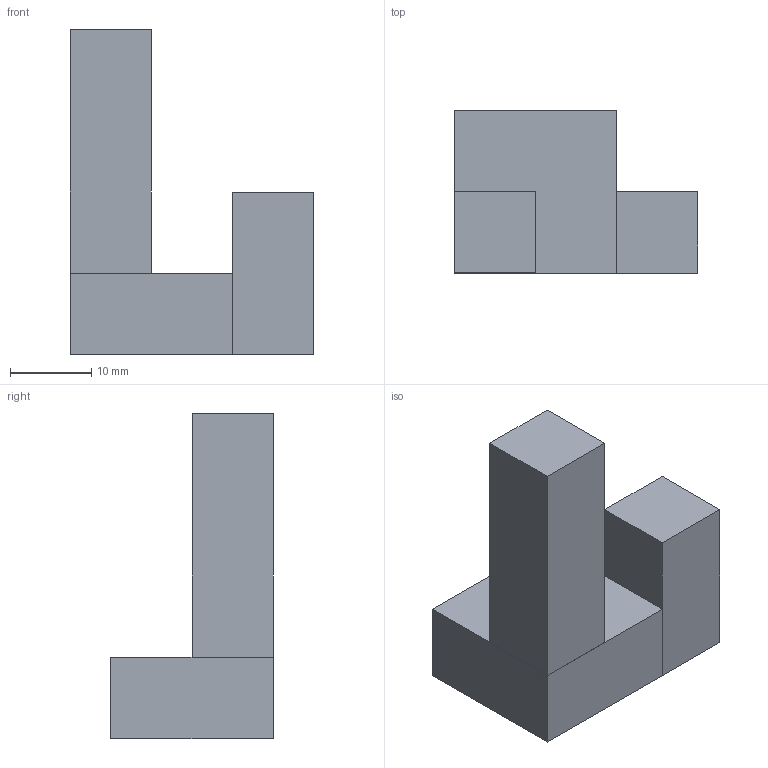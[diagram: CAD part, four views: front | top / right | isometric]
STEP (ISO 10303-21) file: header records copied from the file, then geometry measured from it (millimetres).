
FILE_DESCRIPTION(('Open CASCADE Model'),'2;1');
FILE_NAME('Open CASCADE Shape Model','2021-02-28T12:41:12',('Author'),( 'Open CASCADE'),'Open CASCADE STEP processor 7.5','Open CASCADE 7.5' ,'Unknown');
FILE_SCHEMA(('AUTOMOTIVE_DESIGN { 1 0 10303 214 1 1 1 1 }'));
Length unit declared in the file: millimetre
Products named in the file (7): CQ assembly; e9f15890-79fc-11eb-b67d-acde48001122; e9f15890-79fc-11eb-b67d-acde48001122_part; e9f16434-79fc-11eb-b67d-acde48001122; e9f16434-79fc-11eb-b67d-acde48001122_part; e9f1700a-79fc-11eb-b67d-acde48001122; e9f1700a-79fc-11eb-b67d-acde48001122_part
Assembly tree (6 placements, depth 4):
  CQ assembly
    e9f15890-79fc-11eb-b67d-acde48001122
      e9f15890-79fc-11eb-b67d-acde48001122_part
      e9f16434-79fc-11eb-b67d-acde48001122
        e9f16434-79fc-11eb-b67d-acde48001122_part
      e9f1700a-79fc-11eb-b67d-acde48001122
        e9f1700a-79fc-11eb-b67d-acde48001122_part
Bounding box: 30 x 20 x 40 mm (x, y, z)
Volume: 9000 mm3; surface area: 4000 mm2
Topology: 3 solids, 3 shells, 18 faces, 36 edges, 24 vertices
Faces by surface type: plane 18
Entity records: 1062 total; most frequent: DIRECTION 158, CARTESIAN_POINT 157, LINE 108, VECTOR 108, ORIENTED_EDGE 72, PCURVE 72, DEFINITIONAL_REPRESENTATION 72, EDGE_CURVE 36
